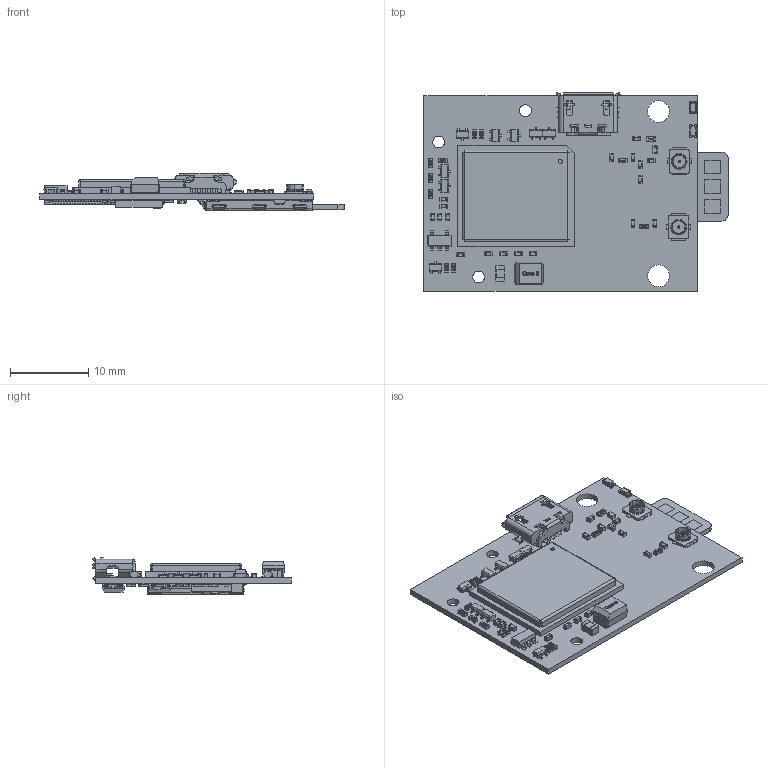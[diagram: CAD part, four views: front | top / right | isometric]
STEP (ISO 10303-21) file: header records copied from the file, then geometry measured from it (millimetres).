
FILE_DESCRIPTION(('Open CASCADE Model'),'2;1');
FILE_NAME('Open CASCADE Shape Model','2020-06-01T18:28:16',('Author'),( 'Open CASCADE'),'Open CASCADE STEP processor 6.8','Open CASCADE 6.8' ,'Unknown');
FILE_SCHEMA(('AUTOMOTIVE_DESIGN { 1 0 10303 214 1 1 1 1 }'));
Length unit declared in the file: millimetre
Products named in the file (104): PCB; Board; Open CASCADE STEP translator 6.8 18.1.1; U1; bg77; J4; 1414c001-nscp07-a0-0135; U4; DFN8-5X6; Pad001; Pad002; Pad; Pad009; Pad003; Pad005; Pad004; Pad006; Pad007; Pad008; J5; MicroUSB-B_Molex; U5; SOT-23-6; U9; U10; SOT-23-5; Q4; SOT-416; U2; U7; U8; U3; Q1; U6; Q3; Q2; J2; UFL-R-SMD; Part_525; Part_739 ...
Assembly tree (157 placements, depth 4):
  PCB
    Board
      Open CASCADE STEP translator 6.8 18.1.1
    U1
      bg77
    J4
      1414c001-nscp07-a0-0135
    U4
      DFN8-5X6
        Pad001
        Pad002
        Pad
        Pad009
        Pad003
        Pad005
        Pad004
        Pad006
        Pad007
        Pad008
    J5
      MicroUSB-B_Molex
    U5
      SOT-23-6
    U9
      SOT-23-6
    U10
      SOT-23-5
    Q4
      SOT-416
    U2
      SOT-416
    U7
      SOT-416
    U8
      SOT-416
    U3
      SOT-416
    Q1
      SOT-416
    U6
      SOT-416
    Q3
      SOT-416
    Q2
      SOT-416
    J2
      UFL-R-SMD
        Part_525
        Part_739
        Part_578
        Part_540
        Part_562
        Part_555
    J1
      UFL-R-SMD
        Part_525
        Part_739
        Part_578
        Part_540
        Part_562
Bounding box: 38.91 x 25.42 x 4.78 mm (x, y, z)
Volume: 1125.9 mm3; surface area: 4474.4 mm2
Topology: 165 solids, 165 shells, 6954 faces, 17593 edges, 10946 vertices
Faces by surface type: plane 4270, cylinder 1290, bspline 991, sphere 366, cone 25, torus 12
Full cylindrical faces by diameter (mm): 0.61 x2, 0.75 x2, 1.5 x3, 2.8 x2
Entity records: 99732 total; most frequent: CARTESIAN_POINT 21847, ORIENTED_EDGE 15434, DIRECTION 14667, EDGE_CURVE 7713, LINE 6003, VECTOR 6003, VERTEX_POINT 4898, AXIS2_PLACEMENT_3D 4332
